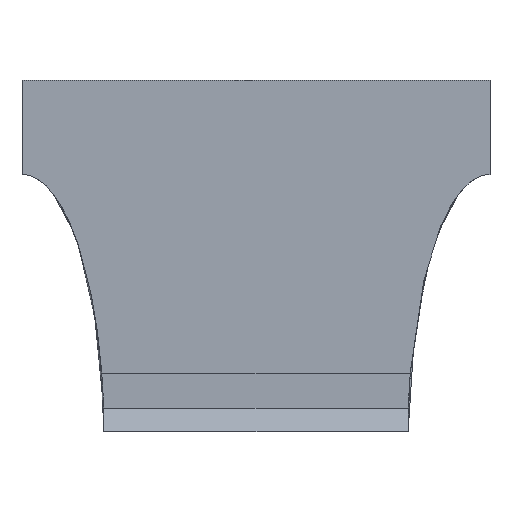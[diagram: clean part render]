
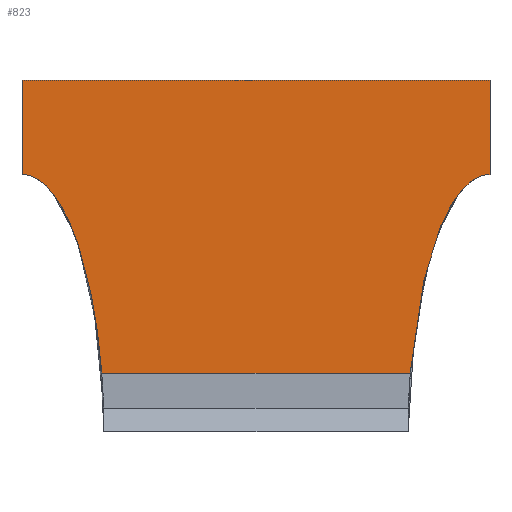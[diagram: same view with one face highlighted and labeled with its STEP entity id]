
A CAD part, front view. The second image highlights one B-rep face of the part: STEP entity #823.
In plain terms, the highlighted planar face has unit normal (0, -1, 0).
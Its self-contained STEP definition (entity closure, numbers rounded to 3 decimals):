
#26=ELLIPSE('',#858,10.982,3.5);
#35=ELLIPSE('',#867,10.982,3.5);
#87=FACE_OUTER_BOUND('',#129,.T.);
#129=EDGE_LOOP('',(#715,#716,#717,#718,#719,#720));
#203=LINE('',#1340,#295);
#221=LINE('',#1374,#313);
#222=LINE('',#1377,#314);
#223=LINE('',#1378,#315);
#295=VECTOR('',#1066,10.);
#313=VECTOR('',#1104,10.);
#314=VECTOR('',#1107,10.);
#315=VECTOR('',#1108,10.);
#351=VERTEX_POINT('',#1212);
#352=VERTEX_POINT('',#1214);
#368=VERTEX_POINT('',#1264);
#369=VERTEX_POINT('',#1266);
#388=VERTEX_POINT('',#1338);
#395=VERTEX_POINT('',#1376);
#438=EDGE_CURVE('',#352,#351,#26,.T.);
#455=EDGE_CURVE('',#369,#368,#35,.T.);
#491=EDGE_CURVE('',#388,#368,#203,.T.);
#509=EDGE_CURVE('',#351,#369,#221,.T.);
#510=EDGE_CURVE('',#395,#388,#222,.T.);
#511=EDGE_CURVE('',#395,#352,#223,.T.);
#715=ORIENTED_EDGE('',*,*,#438,.T.);
#716=ORIENTED_EDGE('',*,*,#509,.T.);
#717=ORIENTED_EDGE('',*,*,#455,.T.);
#718=ORIENTED_EDGE('',*,*,#491,.F.);
#719=ORIENTED_EDGE('',*,*,#510,.F.);
#720=ORIENTED_EDGE('',*,*,#511,.T.);
#782=PLANE('',#898);
#823=ADVANCED_FACE('',(#87),#782,.T.);
#858=AXIS2_PLACEMENT_3D('',#1215,#971,#972);
#867=AXIS2_PLACEMENT_3D('',#1267,#997,#998);
#898=AXIS2_PLACEMENT_3D('',#1375,#1105,#1106);
#971=DIRECTION('center_axis',(0.,1.,0.));
#972=DIRECTION('ref_axis',(0.,0.,1.));
#997=DIRECTION('center_axis',(0.,1.,0.));
#998=DIRECTION('ref_axis',(0.,0.,1.));
#1066=DIRECTION('',(0.,0.,-1.));
#1104=DIRECTION('',(1.,0.,0.));
#1105=DIRECTION('center_axis',(0.,-1.,0.));
#1106=DIRECTION('ref_axis',(0.,0.,-1.));
#1107=DIRECTION('',(1.,0.,0.));
#1108=DIRECTION('',(0.,0.,-1.));
#1212=CARTESIAN_POINT('',(3.408,-1.5,2.5));
#1214=CARTESIAN_POINT('',(0.,-1.5,10.982));
#1215=CARTESIAN_POINT('Origin',(0.,-1.5,
0.));
#1264=CARTESIAN_POINT('',(20.,-1.5,10.982));
#1266=CARTESIAN_POINT('',(16.592,-1.5,2.5));
#1267=CARTESIAN_POINT('Origin',(20.,-1.5,0.));
#1338=CARTESIAN_POINT('',(20.,-1.5,15.));
#1340=CARTESIAN_POINT('',(20.,-1.5,15.));
#1374=CARTESIAN_POINT('',(0.,-1.5,2.5));
#1375=CARTESIAN_POINT('Origin',(0.,-1.5,15.));
#1376=CARTESIAN_POINT('',(0.,-1.5,15.));
#1377=CARTESIAN_POINT('',(0.,-1.5,15.));
#1378=CARTESIAN_POINT('',(0.,-1.5,15.));
